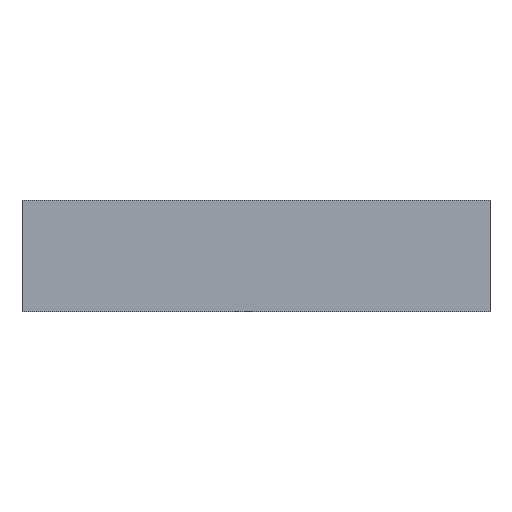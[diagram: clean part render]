
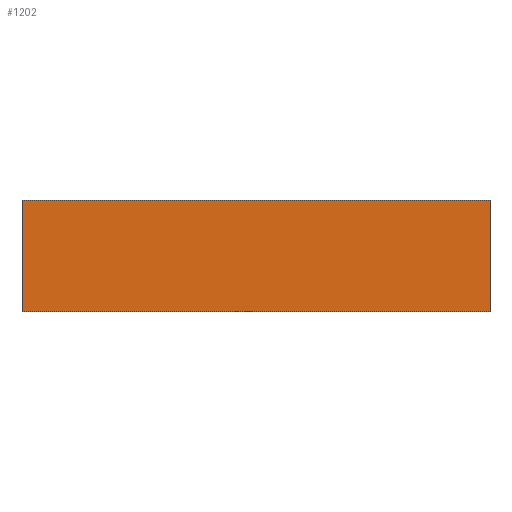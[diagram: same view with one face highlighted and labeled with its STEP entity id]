
A CAD part, left-side view. The second image highlights one B-rep face of the part: STEP entity #1202.
In plain terms, the highlighted planar face has unit normal (-1, 0, 0).
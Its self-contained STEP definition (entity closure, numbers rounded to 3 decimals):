
#17 = DIRECTION ( 'NONE',  ( 0., 0., -1. ) ) ;
#84 = DIRECTION ( 'NONE',  ( 0., -1., 0. ) ) ;
#181 = VECTOR ( 'NONE', #84, 1000. ) ;
#303 = EDGE_CURVE ( 'NONE', #2152, #1909, #1397, .T. ) ;
#307 = ORIENTED_EDGE ( 'NONE', *, *, #303, .F. ) ;
#358 = EDGE_CURVE ( 'NONE', #1510, #1561, #1615, .T. ) ;
#415 = DIRECTION ( 'NONE',  ( 0., 0., -1. ) ) ;
#485 = CARTESIAN_POINT ( 'NONE',  ( -40., -25.15, 12. ) ) ;
#513 = EDGE_CURVE ( 'NONE', #1510, #2152, #1253, .T. ) ;
#530 = CARTESIAN_POINT ( 'NONE',  ( -40., 25.15, 12. ) ) ;
#565 = CARTESIAN_POINT ( 'NONE',  ( -40., -25.15, 0. ) ) ;
#626 = VECTOR ( 'NONE', #415, 1000. ) ;
#740 = CARTESIAN_POINT ( 'NONE',  ( -40., -25.15, 12. ) ) ;
#845 = CARTESIAN_POINT ( 'NONE',  ( -40., -25.15, 12. ) ) ;
#896 = PLANE ( 'NONE',  #1994 ) ;
#911 = EDGE_LOOP ( 'NONE', ( #2095, #307, #2072, #1348 ) ) ;
#914 = CARTESIAN_POINT ( 'NONE',  ( -40., 25.15, 12. ) ) ;
#938 = DIRECTION ( 'NONE',  ( 0., 0., -1. ) ) ;
#969 = VECTOR ( 'NONE', #1518, 1000. ) ;
#1001 = CARTESIAN_POINT ( 'NONE',  ( -40., -25.15, 0. ) ) ;
#1048 = CARTESIAN_POINT ( 'NONE',  ( -40., -25.15, 12. ) ) ;
#1202 = ADVANCED_FACE ( 'NONE', ( #2140 ), #896, .F. ) ;
#1253 = LINE ( 'NONE', #485, #969 ) ;
#1348 = ORIENTED_EDGE ( 'NONE', *, *, #358, .T. ) ;
#1380 = DIRECTION ( 'NONE',  ( 1., 0., 0. ) ) ;
#1388 = CARTESIAN_POINT ( 'NONE',  ( -40., 25.15, 0. ) ) ;
#1397 = LINE ( 'NONE', #740, #626 ) ;
#1510 = VERTEX_POINT ( 'NONE', #530 ) ;
#1518 = DIRECTION ( 'NONE',  ( 0., -1., 0. ) ) ;
#1520 = LINE ( 'NONE', #565, #181 ) ;
#1561 = VERTEX_POINT ( 'NONE', #1388 ) ;
#1615 = LINE ( 'NONE', #914, #1930 ) ;
#1803 = EDGE_CURVE ( 'NONE', #1561, #1909, #1520, .T. ) ;
#1909 = VERTEX_POINT ( 'NONE', #1001 ) ;
#1930 = VECTOR ( 'NONE', #938, 1000. ) ;
#1994 = AXIS2_PLACEMENT_3D ( 'NONE', #1048, #1380, #17 ) ;
#2072 = ORIENTED_EDGE ( 'NONE', *, *, #513, .F. ) ;
#2095 = ORIENTED_EDGE ( 'NONE', *, *, #1803, .T. ) ;
#2140 = FACE_OUTER_BOUND ( 'NONE', #911, .T. ) ;
#2152 = VERTEX_POINT ( 'NONE', #845 ) ;
